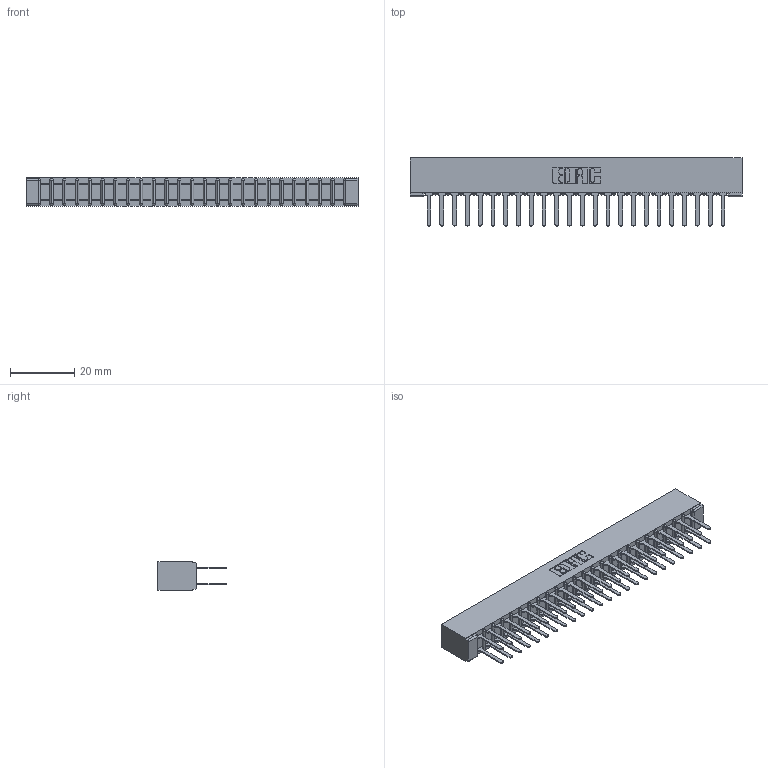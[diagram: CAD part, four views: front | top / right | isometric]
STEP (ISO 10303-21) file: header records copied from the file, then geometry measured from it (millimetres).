
FILE_DESCRIPTION (( 'STEP AP203' ), '1' );
FILE_NAME ('357-048-422-201.STEP', '2020-10-04T03:47:05', ( '' ), ( '' ), 'SwSTEP 2.0', 'SolidWorks 2020', '' );
FILE_SCHEMA (( 'CONFIG_CONTROL_DESIGN' ));
Length unit declared in the file: inch
Products named in the file (3): 357-048-422-201; 307 Part_No Mounting Lugs; 307-290-001_522
Assembly tree (49 placements, depth 2):
  357-048-422-201
    307 Part_No Mounting Lugs
    307-290-001_522  x48
Bounding box: 102.97 x 21.11 x 8.71 mm (x, y, z)
Volume: 7071.7 mm3; surface area: 13606.5 mm2
Topology: 49 solids, 49 shells, 2343 faces, 6539 edges, 4226 vertices
Faces by surface type: plane 1554, cylinder 739, sphere 50
Entity records: 23252 total; most frequent: CARTESIAN_POINT 3804, ORIENTED_EDGE 3766, DIRECTION 3733, EDGE_CURVE 1883, LINE 1439, VECTOR 1439, VERTEX_POINT 1218, AXIS2_PLACEMENT_3D 1147
